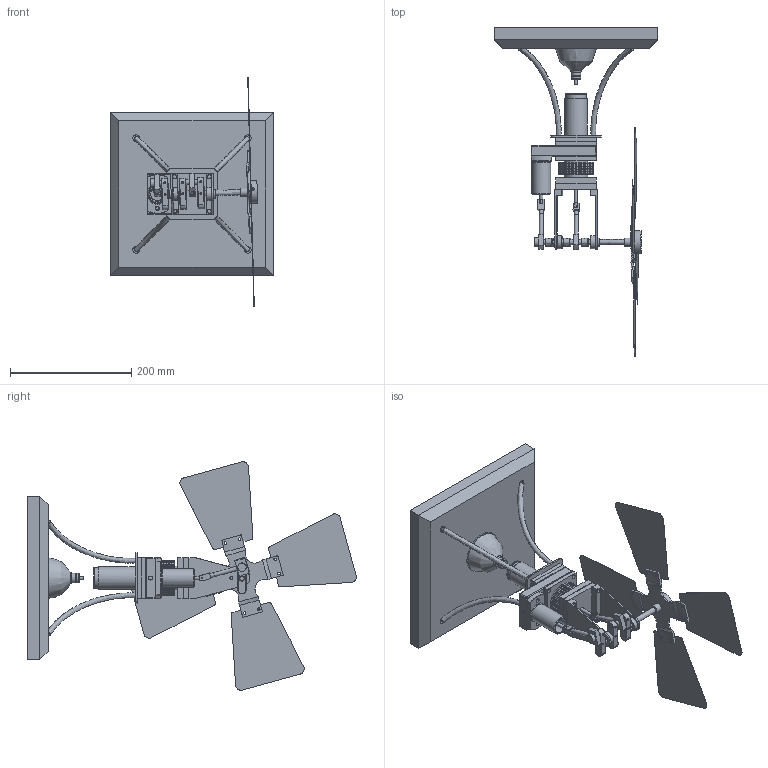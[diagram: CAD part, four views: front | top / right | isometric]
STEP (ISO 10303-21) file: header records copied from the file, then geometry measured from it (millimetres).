
FILE_DESCRIPTION(('FreeCAD Model'),'2;1');
FILE_NAME('Open CASCADE Shape Model','2025-05-08T03:52:09',('FreeCAD'),( 'FreeCAD'),'Open CASCADE STEP processor 7.6','FreeCAD','Unknown');
FILE_SCHEMA(('AUTOMOTIVE_DESIGN { 1 0 10303 214 1 1 1 1 }'));
Length unit declared in the file: millimetre
Products named in the file (1): Open CASCADE STEP translator 7.6 1
Bounding box: 268.86 x 541.44 x 376.46 mm (x, y, z)
Volume: 2859411.1 mm3; surface area: 585316.4 mm2
Topology: 50 solids, 50 shells, 650 faces, 1447 edges, 946 vertices
Faces by surface type: bspline 650
Entity records: 25119 total; most frequent: CARTESIAN_POINT 15941, ORIENTED_EDGE 2890, EDGE_CURVE 1445, FACE_BOUND 949, EDGE_LOOP 949, VERTEX_POINT 946, B_SPLINE_CURVE_WITH_KNOTS 891, ADVANCED_FACE 650
